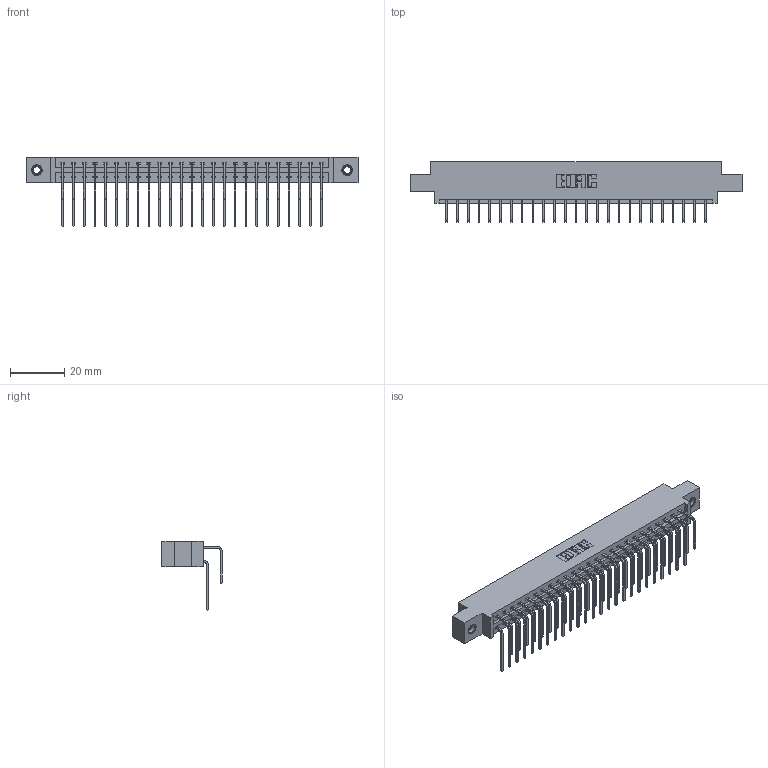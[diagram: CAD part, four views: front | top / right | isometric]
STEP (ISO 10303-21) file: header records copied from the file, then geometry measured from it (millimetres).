
FILE_DESCRIPTION (( 'STEP AP203' ), '1' );
FILE_NAME ('387-050-558-807.STEP', '2019-10-19T02:27:40', ( '' ), ( '' ), 'SwSTEP 2.0', 'SolidWorks 2016', '' );
FILE_SCHEMA (( 'CONFIG_CONTROL_DESIGN' ));
Length unit declared in the file: inch
Products named in the file (5): 345-292-001_558 Tail - 2; 337 Part_0.170 Offset - 0.156 Dia-TI; 345-250-001_345-250-005-103; 387-050-558-807; 345-292-001_558 559 Tail - 1
Assembly tree (53 placements, depth 2):
  387-050-558-807
    337 Part_0.170 Offset - 0.156 Dia-TI
    345-292-001_558 559 Tail - 1  x25
    345-292-001_558 Tail - 2  x25
    345-250-001_345-250-005-103  x2
Bounding box: 122.07 x 22.17 x 25.53 mm (x, y, z)
Volume: 12796.1 mm3; surface area: 15892.9 mm2
Topology: 53 solids, 53 shells, 2978 faces, 8809 edges, 5798 vertices
Faces by surface type: plane 2106, cylinder 856, cone 12, torus 4
Entity records: 24684 total; most frequent: CARTESIAN_POINT 4200, ORIENTED_EDGE 4078, DIRECTION 3617, EDGE_CURVE 2039, LINE 1851, VECTOR 1851, VERTEX_POINT 1352, AXIS2_PLACEMENT_3D 883
